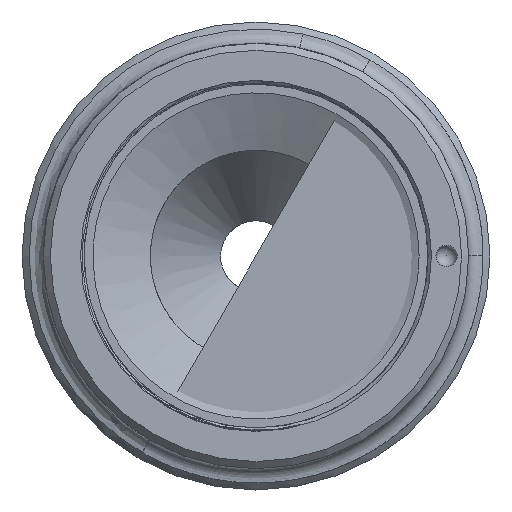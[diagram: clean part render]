
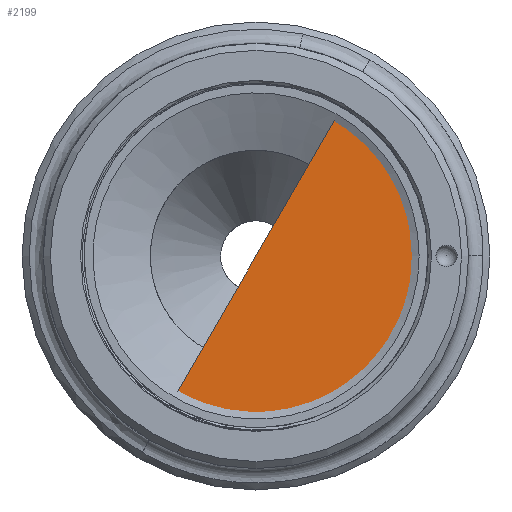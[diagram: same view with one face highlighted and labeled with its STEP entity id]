
A CAD part, top view. The second image highlights one B-rep face of the part: STEP entity #2199.
In plain terms, the highlighted planar face has unit normal (0, 0, 1).
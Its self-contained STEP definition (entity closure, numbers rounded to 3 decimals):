
#2049=CARTESIAN_POINT('',(32.,100.,13.));
#2050=VERTEX_POINT('',#2049);
#2060=CARTESIAN_POINT('',(16.044,127.688,13.));
#2061=VERTEX_POINT('',#2060);
#2062=CARTESIAN_POINT('',(0.,100.,13.));
#2063=DIRECTION('',(-0.,-0.,-1.));
#2064=DIRECTION('',(1.,0.,-0.));
#2065=AXIS2_PLACEMENT_3D('',#2062,#2063,#2064);
#2066=CIRCLE('',#2065,32.);
#2067=EDGE_CURVE('',#2061,#2050,#2066,.T.);
#2175=CARTESIAN_POINT('',(0.,100.,13.));
#2176=DIRECTION('',(0.,0.,1.));
#2177=DIRECTION('',(0.,1.,0.));
#2178=AXIS2_PLACEMENT_3D('',#2175,#2176,#2177);
#2179=PLANE('',#2178);
#2180=CARTESIAN_POINT('',(-16.042,72.312,13.));
#2181=VERTEX_POINT('',#2180);
#2182=CARTESIAN_POINT('',(0.001,99.999,13.));
#2183=DIRECTION('',(-0.,-0.,1.));
#2184=DIRECTION('',(-1.,0.,0.));
#2185=AXIS2_PLACEMENT_3D('',#2182,#2183,#2184);
#2186=CIRCLE('',#2185,32.);
#2187=EDGE_CURVE('',#2181,#2061,#2186,.T.);
#2188=ORIENTED_EDGE('',*,*,#2187,.T.);
#2189=ORIENTED_EDGE('',*,*,#2067,.T.);
#2190=CARTESIAN_POINT('',(0.,100.,13.));
#2191=DIRECTION('',(-0.,-0.,-1.));
#2192=DIRECTION('',(1.,0.,-0.));
#2193=AXIS2_PLACEMENT_3D('',#2190,#2191,#2192);
#2194=CIRCLE('',#2193,32.);
#2195=EDGE_CURVE('',#2050,#2181,#2194,.T.);
#2196=ORIENTED_EDGE('',*,*,#2195,.T.);
#2197=EDGE_LOOP('',(#2188,#2189,#2196));
#2198=FACE_BOUND('',#2197,.T.);
#2199=ADVANCED_FACE('',(#2198),#2179,.T.);
